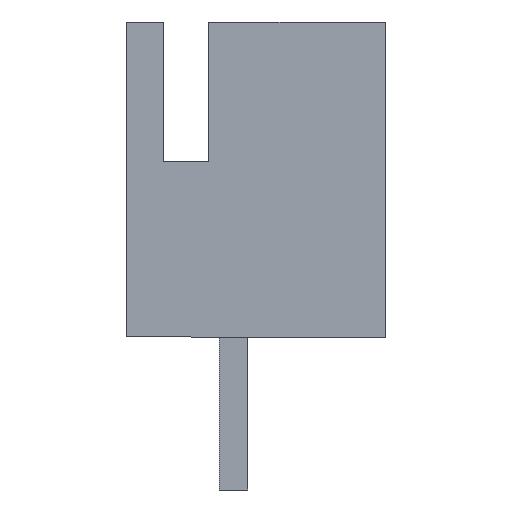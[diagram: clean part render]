
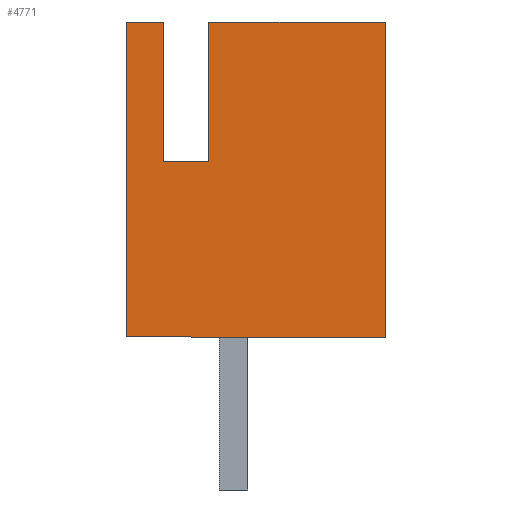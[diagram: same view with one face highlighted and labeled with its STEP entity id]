
A CAD part, left-side view. The second image highlights one B-rep face of the part: STEP entity #4771.
In plain terms, the highlighted planar face has unit normal (-1, 0, 0).
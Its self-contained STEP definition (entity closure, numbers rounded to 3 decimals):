
#833 = PLANE('',#834);
#834 = AXIS2_PLACEMENT_3D('',#835,#836,#837);
#835 = CARTESIAN_POINT('',(-2.45,1.55,7.));
#836 = DIRECTION('',(0.,1.,0.));
#837 = DIRECTION('',(0.,0.,-1.));
#2485 = PLANE('',#2486);
#2486 = AXIS2_PLACEMENT_3D('',#2487,#2488,#2489);
#2487 = CARTESIAN_POINT('',(-2.45,0.55,7.));
#2488 = DIRECTION('',(0.,0.,-1.));
#2489 = DIRECTION('',(0.,-1.,0.));
#3462 = PLANE('',#3463);
#3463 = AXIS2_PLACEMENT_3D('',#3464,#3465,#3466);
#3464 = CARTESIAN_POINT('',(-2.45,1.55,3.9));
#3465 = DIRECTION('',(0.,0.,-1.));
#3466 = DIRECTION('',(0.,-1.,0.));
#3488 = PLANE('',#3489);
#3489 = AXIS2_PLACEMENT_3D('',#3490,#3491,#3492);
#3490 = CARTESIAN_POINT('',(-2.45,0.55,3.9));
#3491 = DIRECTION('',(0.,-1.,0.));
#3492 = DIRECTION('',(1.,0.,0.));
#3616 = VERTEX_POINT('',#3617);
#3617 = CARTESIAN_POINT('',(-2.45,1.55,7.));
#3631 = PLANE('',#3632);
#3632 = AXIS2_PLACEMENT_3D('',#3633,#3634,#3635);
#3633 = CARTESIAN_POINT('',(-2.45,2.375,7.));
#3634 = DIRECTION('',(0.,0.,-1.));
#3635 = DIRECTION('',(0.,-1.,0.));
#3643 = EDGE_CURVE('',#3644,#3616,#3646,.T.);
#3644 = VERTEX_POINT('',#3645);
#3645 = CARTESIAN_POINT('',(-2.45,1.55,3.9));
#3646 = SURFACE_CURVE('',#3647,(#3651,#3658),.PCURVE_S1.);
#3647 = LINE('',#3648,#3649);
#3648 = CARTESIAN_POINT('',(-2.45,1.55,7.));
#3649 = VECTOR('',#3650,1.);
#3650 = DIRECTION('',(0.,0.,1.));
#3651 = PCURVE('',#833,#3652);
#3652 = DEFINITIONAL_REPRESENTATION('',(#3653),#3657);
#3653 = LINE('',#3654,#3655);
#3654 = CARTESIAN_POINT('',(0.,0.));
#3655 = VECTOR('',#3656,1.);
#3656 = DIRECTION('',(-1.,0.));
#3657 = ( GEOMETRIC_REPRESENTATION_CONTEXT(2) 
PARAMETRIC_REPRESENTATION_CONTEXT() REPRESENTATION_CONTEXT('2D SPACE',''
  ) );
#3658 = PCURVE('',#3659,#3664);
#3659 = PLANE('',#3660);
#3660 = AXIS2_PLACEMENT_3D('',#3661,#3662,#3663);
#3661 = CARTESIAN_POINT('',(-2.45,2.375,7.));
#3662 = DIRECTION('',(1.,0.,0.));
#3663 = DIRECTION('',(0.,1.,0.));
#3664 = DEFINITIONAL_REPRESENTATION('',(#3665),#3669);
#3665 = LINE('',#3666,#3667);
#3666 = CARTESIAN_POINT('',(-0.825,0.));
#3667 = VECTOR('',#3668,1.);
#3668 = DIRECTION('',(0.,1.));
#3669 = ( GEOMETRIC_REPRESENTATION_CONTEXT(2) 
PARAMETRIC_REPRESENTATION_CONTEXT() REPRESENTATION_CONTEXT('2D SPACE',''
  ) );
#4032 = VERTEX_POINT('',#4033);
#4033 = CARTESIAN_POINT('',(-2.45,0.55,7.));
#4054 = EDGE_CURVE('',#4055,#4032,#4057,.T.);
#4055 = VERTEX_POINT('',#4056);
#4056 = CARTESIAN_POINT('',(-2.45,-3.375,7.));
#4057 = SURFACE_CURVE('',#4058,(#4062,#4069),.PCURVE_S1.);
#4058 = LINE('',#4059,#4060);
#4059 = CARTESIAN_POINT('',(-2.45,0.55,7.));
#4060 = VECTOR('',#4061,1.);
#4061 = DIRECTION('',(0.,1.,0.));
#4062 = PCURVE('',#2485,#4063);
#4063 = DEFINITIONAL_REPRESENTATION('',(#4064),#4068);
#4064 = LINE('',#4065,#4066);
#4065 = CARTESIAN_POINT('',(0.,0.));
#4066 = VECTOR('',#4067,1.);
#4067 = DIRECTION('',(-1.,0.));
#4068 = ( GEOMETRIC_REPRESENTATION_CONTEXT(2) 
PARAMETRIC_REPRESENTATION_CONTEXT() REPRESENTATION_CONTEXT('2D SPACE',''
  ) );
#4069 = PCURVE('',#3659,#4070);
#4070 = DEFINITIONAL_REPRESENTATION('',(#4071),#4075);
#4071 = LINE('',#4072,#4073);
#4072 = CARTESIAN_POINT('',(-1.825,0.));
#4073 = VECTOR('',#4074,1.);
#4074 = DIRECTION('',(1.,0.));
#4075 = ( GEOMETRIC_REPRESENTATION_CONTEXT(2) 
PARAMETRIC_REPRESENTATION_CONTEXT() REPRESENTATION_CONTEXT('2D SPACE',''
  ) );
#4093 = PLANE('',#4094);
#4094 = AXIS2_PLACEMENT_3D('',#4095,#4096,#4097);
#4095 = CARTESIAN_POINT('',(-2.45,-3.375,0.));
#4096 = DIRECTION('',(0.,1.,0.));
#4097 = DIRECTION('',(-1.,0.,0.));
#4206 = VERTEX_POINT('',#4207);
#4207 = CARTESIAN_POINT('',(-2.45,0.55,3.9));
#4230 = EDGE_CURVE('',#4206,#3644,#4231,.T.);
#4231 = SURFACE_CURVE('',#4232,(#4236,#4243),.PCURVE_S1.);
#4232 = LINE('',#4233,#4234);
#4233 = CARTESIAN_POINT('',(-2.45,1.55,3.9));
#4234 = VECTOR('',#4235,1.);
#4235 = DIRECTION('',(0.,1.,0.));
#4236 = PCURVE('',#3462,#4237);
#4237 = DEFINITIONAL_REPRESENTATION('',(#4238),#4242);
#4238 = LINE('',#4239,#4240);
#4239 = CARTESIAN_POINT('',(0.,0.));
#4240 = VECTOR('',#4241,1.);
#4241 = DIRECTION('',(-1.,0.));
#4242 = ( GEOMETRIC_REPRESENTATION_CONTEXT(2) 
PARAMETRIC_REPRESENTATION_CONTEXT() REPRESENTATION_CONTEXT('2D SPACE',''
  ) );
#4243 = PCURVE('',#3659,#4244);
#4244 = DEFINITIONAL_REPRESENTATION('',(#4245),#4249);
#4245 = LINE('',#4246,#4247);
#4246 = CARTESIAN_POINT('',(-0.825,-3.1));
#4247 = VECTOR('',#4248,1.);
#4248 = DIRECTION('',(1.,0.));
#4249 = ( GEOMETRIC_REPRESENTATION_CONTEXT(2) 
PARAMETRIC_REPRESENTATION_CONTEXT() REPRESENTATION_CONTEXT('2D SPACE',''
  ) );
#4257 = EDGE_CURVE('',#4032,#4206,#4258,.T.);
#4258 = SURFACE_CURVE('',#4259,(#4263,#4270),.PCURVE_S1.);
#4259 = LINE('',#4260,#4261);
#4260 = CARTESIAN_POINT('',(-2.45,0.55,3.9));
#4261 = VECTOR('',#4262,1.);
#4262 = DIRECTION('',(0.,0.,-1.));
#4263 = PCURVE('',#3488,#4264);
#4264 = DEFINITIONAL_REPRESENTATION('',(#4265),#4269);
#4265 = LINE('',#4266,#4267);
#4266 = CARTESIAN_POINT('',(0.,0.));
#4267 = VECTOR('',#4268,1.);
#4268 = DIRECTION('',(0.,-1.));
#4269 = ( GEOMETRIC_REPRESENTATION_CONTEXT(2) 
PARAMETRIC_REPRESENTATION_CONTEXT() REPRESENTATION_CONTEXT('2D SPACE',''
  ) );
#4270 = PCURVE('',#3659,#4271);
#4271 = DEFINITIONAL_REPRESENTATION('',(#4272),#4276);
#4272 = LINE('',#4273,#4274);
#4273 = CARTESIAN_POINT('',(-1.825,-3.1));
#4274 = VECTOR('',#4275,1.);
#4275 = DIRECTION('',(0.,-1.));
#4276 = ( GEOMETRIC_REPRESENTATION_CONTEXT(2) 
PARAMETRIC_REPRESENTATION_CONTEXT() REPRESENTATION_CONTEXT('2D SPACE',''
  ) );
#4299 = PLANE('',#4300);
#4300 = AXIS2_PLACEMENT_3D('',#4301,#4302,#4303);
#4301 = CARTESIAN_POINT('',(-2.45,2.375,0.));
#4302 = DIRECTION('',(0.,-1.,0.));
#4303 = DIRECTION('',(1.,0.,0.));
#4524 = VERTEX_POINT('',#4525);
#4525 = CARTESIAN_POINT('',(-2.45,2.375,7.));
#4546 = EDGE_CURVE('',#3616,#4524,#4547,.T.);
#4547 = SURFACE_CURVE('',#4548,(#4552,#4559),.PCURVE_S1.);
#4548 = LINE('',#4549,#4550);
#4549 = CARTESIAN_POINT('',(-2.45,2.375,7.));
#4550 = VECTOR('',#4551,1.);
#4551 = DIRECTION('',(0.,1.,0.));
#4552 = PCURVE('',#3631,#4553);
#4553 = DEFINITIONAL_REPRESENTATION('',(#4554),#4558);
#4554 = LINE('',#4555,#4556);
#4555 = CARTESIAN_POINT('',(0.,0.));
#4556 = VECTOR('',#4557,1.);
#4557 = DIRECTION('',(-1.,0.));
#4558 = ( GEOMETRIC_REPRESENTATION_CONTEXT(2) 
PARAMETRIC_REPRESENTATION_CONTEXT() REPRESENTATION_CONTEXT('2D SPACE',''
  ) );
#4559 = PCURVE('',#3659,#4560);
#4560 = DEFINITIONAL_REPRESENTATION('',(#4561),#4565);
#4561 = LINE('',#4562,#4563);
#4562 = CARTESIAN_POINT('',(0.,0.));
#4563 = VECTOR('',#4564,1.);
#4564 = DIRECTION('',(1.,0.));
#4565 = ( GEOMETRIC_REPRESENTATION_CONTEXT(2) 
PARAMETRIC_REPRESENTATION_CONTEXT() REPRESENTATION_CONTEXT('2D SPACE',''
  ) );
#4684 = PLANE('',#4685);
#4685 = AXIS2_PLACEMENT_3D('',#4686,#4687,#4688);
#4686 = CARTESIAN_POINT('',(-2.45,2.375,0.));
#4687 = DIRECTION('',(0.,0.,1.));
#4688 = DIRECTION('',(0.,1.,0.));
#4771 = ADVANCED_FACE('',(#4772),#3659,.F.);
#4772 = FACE_BOUND('',#4773,.T.);
#4773 = EDGE_LOOP('',(#4774,#4797,#4820,#4841,#4842,#4843,#4844,#4845));
#4774 = ORIENTED_EDGE('',*,*,#4775,.T.);
#4775 = EDGE_CURVE('',#4524,#4776,#4778,.T.);
#4776 = VERTEX_POINT('',#4777);
#4777 = CARTESIAN_POINT('',(-2.45,2.375,0.));
#4778 = SURFACE_CURVE('',#4779,(#4783,#4790),.PCURVE_S1.);
#4779 = LINE('',#4780,#4781);
#4780 = CARTESIAN_POINT('',(-2.45,2.375,0.));
#4781 = VECTOR('',#4782,1.);
#4782 = DIRECTION('',(0.,0.,-1.));
#4783 = PCURVE('',#3659,#4784);
#4784 = DEFINITIONAL_REPRESENTATION('',(#4785),#4789);
#4785 = LINE('',#4786,#4787);
#4786 = CARTESIAN_POINT('',(0.,-7.));
#4787 = VECTOR('',#4788,1.);
#4788 = DIRECTION('',(0.,-1.));
#4789 = ( GEOMETRIC_REPRESENTATION_CONTEXT(2) 
PARAMETRIC_REPRESENTATION_CONTEXT() REPRESENTATION_CONTEXT('2D SPACE',''
  ) );
#4790 = PCURVE('',#4299,#4791);
#4791 = DEFINITIONAL_REPRESENTATION('',(#4792),#4796);
#4792 = LINE('',#4793,#4794);
#4793 = CARTESIAN_POINT('',(0.,0.));
#4794 = VECTOR('',#4795,1.);
#4795 = DIRECTION('',(0.,-1.));
#4796 = ( GEOMETRIC_REPRESENTATION_CONTEXT(2) 
PARAMETRIC_REPRESENTATION_CONTEXT() REPRESENTATION_CONTEXT('2D SPACE',''
  ) );
#4797 = ORIENTED_EDGE('',*,*,#4798,.T.);
#4798 = EDGE_CURVE('',#4776,#4799,#4801,.T.);
#4799 = VERTEX_POINT('',#4800);
#4800 = CARTESIAN_POINT('',(-2.45,-3.375,0.));
#4801 = SURFACE_CURVE('',#4802,(#4806,#4813),.PCURVE_S1.);
#4802 = LINE('',#4803,#4804);
#4803 = CARTESIAN_POINT('',(-2.45,2.375,0.));
#4804 = VECTOR('',#4805,1.);
#4805 = DIRECTION('',(0.,-1.,0.));
#4806 = PCURVE('',#3659,#4807);
#4807 = DEFINITIONAL_REPRESENTATION('',(#4808),#4812);
#4808 = LINE('',#4809,#4810);
#4809 = CARTESIAN_POINT('',(0.,-7.));
#4810 = VECTOR('',#4811,1.);
#4811 = DIRECTION('',(-1.,0.));
#4812 = ( GEOMETRIC_REPRESENTATION_CONTEXT(2) 
PARAMETRIC_REPRESENTATION_CONTEXT() REPRESENTATION_CONTEXT('2D SPACE',''
  ) );
#4813 = PCURVE('',#4684,#4814);
#4814 = DEFINITIONAL_REPRESENTATION('',(#4815),#4819);
#4815 = LINE('',#4816,#4817);
#4816 = CARTESIAN_POINT('',(0.,0.));
#4817 = VECTOR('',#4818,1.);
#4818 = DIRECTION('',(-1.,0.));
#4819 = ( GEOMETRIC_REPRESENTATION_CONTEXT(2) 
PARAMETRIC_REPRESENTATION_CONTEXT() REPRESENTATION_CONTEXT('2D SPACE',''
  ) );
#4820 = ORIENTED_EDGE('',*,*,#4821,.T.);
#4821 = EDGE_CURVE('',#4799,#4055,#4822,.T.);
#4822 = SURFACE_CURVE('',#4823,(#4827,#4834),.PCURVE_S1.);
#4823 = LINE('',#4824,#4825);
#4824 = CARTESIAN_POINT('',(-2.45,-3.375,0.));
#4825 = VECTOR('',#4826,1.);
#4826 = DIRECTION('',(0.,0.,1.));
#4827 = PCURVE('',#3659,#4828);
#4828 = DEFINITIONAL_REPRESENTATION('',(#4829),#4833);
#4829 = LINE('',#4830,#4831);
#4830 = CARTESIAN_POINT('',(-5.75,-7.));
#4831 = VECTOR('',#4832,1.);
#4832 = DIRECTION('',(0.,1.));
#4833 = ( GEOMETRIC_REPRESENTATION_CONTEXT(2) 
PARAMETRIC_REPRESENTATION_CONTEXT() REPRESENTATION_CONTEXT('2D SPACE',''
  ) );
#4834 = PCURVE('',#4093,#4835);
#4835 = DEFINITIONAL_REPRESENTATION('',(#4836),#4840);
#4836 = LINE('',#4837,#4838);
#4837 = CARTESIAN_POINT('',(0.,0.));
#4838 = VECTOR('',#4839,1.);
#4839 = DIRECTION('',(0.,1.));
#4840 = ( GEOMETRIC_REPRESENTATION_CONTEXT(2) 
PARAMETRIC_REPRESENTATION_CONTEXT() REPRESENTATION_CONTEXT('2D SPACE',''
  ) );
#4841 = ORIENTED_EDGE('',*,*,#4054,.T.);
#4842 = ORIENTED_EDGE('',*,*,#4257,.T.);
#4843 = ORIENTED_EDGE('',*,*,#4230,.T.);
#4844 = ORIENTED_EDGE('',*,*,#3643,.T.);
#4845 = ORIENTED_EDGE('',*,*,#4546,.T.);
